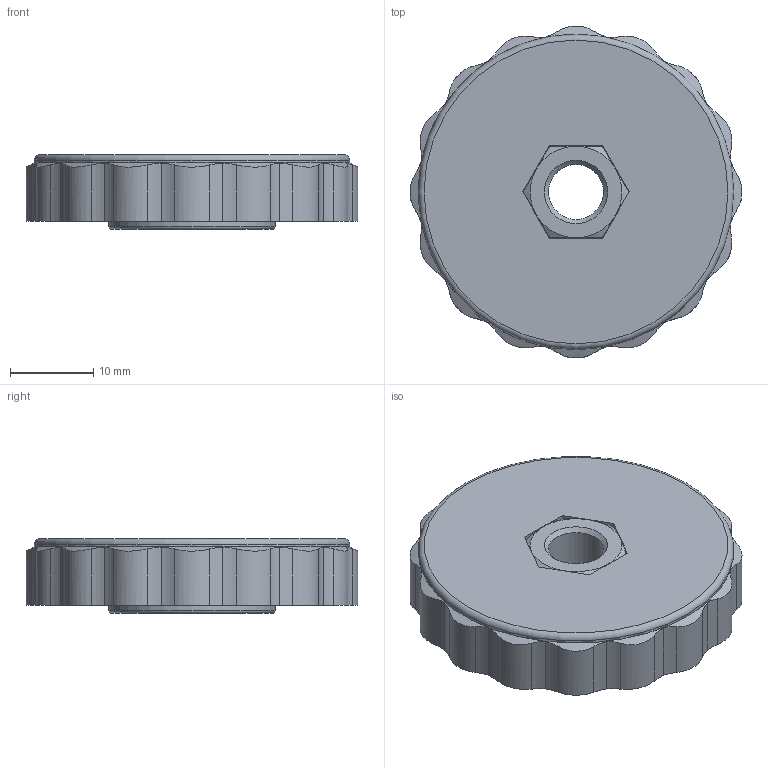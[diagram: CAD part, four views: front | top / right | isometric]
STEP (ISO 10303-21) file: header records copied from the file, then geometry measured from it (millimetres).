
FILE_DESCRIPTION( ( 'Unknown' ), '1' );
FILE_NAME( '6304300_V40_PS_M08.stp', 'Unknown', ( 'Unknown' ), ( 'Unknown' ), 'PSStep 11.0', 'Unknown', ' ' );
FILE_SCHEMA( ( 'AUTOMOTIVE_DESIGN { 1 0 10303 214 1 1 1 1 }' ) );
Length unit declared in the file: millimetre
Products named in the file (2): 6304300
Bounding box: 40 x 40 x 9 mm (x, y, z)
Volume: 6553.8 mm3; surface area: 5300.3 mm2
Topology: 2 solids, 2 shells, 111 faces, 293 edges, 189 vertices
Faces by surface type: cylinder 54, plane 37, cone 15, torus 5
Full cylindrical faces by diameter (mm): 6.647 x1, 11 x1, 20 x1, 24 x1, 34 x1, 38 x1
Entity records: 4557 total; most frequent: CARTESIAN_POINT 1029, ORIENTED_EDGE 550, DIRECTION 518, EDGE_CURVE 275, AXIS2_PLACEMENT_3D 202, VERTEX_POINT 185, EDGE_LOOP 132, FACE_OUTER_BOUND 122
